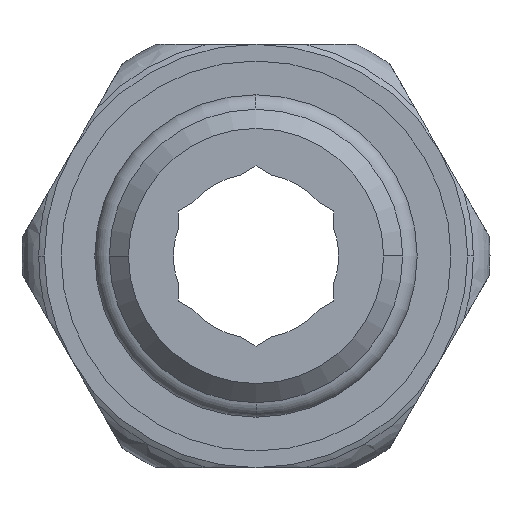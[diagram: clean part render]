
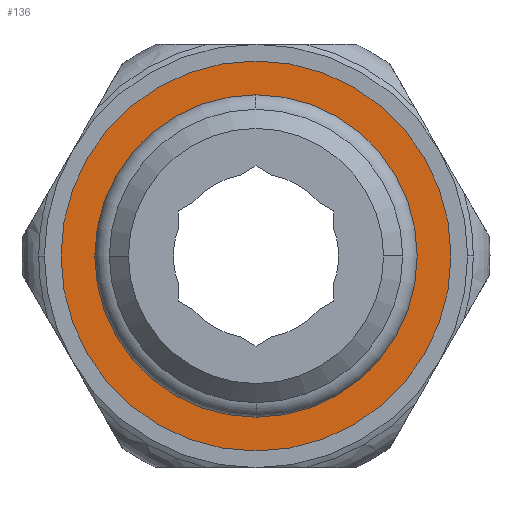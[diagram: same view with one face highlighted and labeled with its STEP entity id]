
A CAD part, front view. The second image highlights one B-rep face of the part: STEP entity #136.
In plain terms, the highlighted planar face has unit normal (0, -1, 0).
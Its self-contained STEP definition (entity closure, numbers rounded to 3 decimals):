
#136=ADVANCED_FACE('',(#338,#339),#340,.T.);
#338=FACE_OUTER_BOUND('',#561,.T.);
#339=FACE_BOUND('',#562,.T.);
#340=PLANE('',#563);
#561=EDGE_LOOP('',(#1334,#1335));
#562=EDGE_LOOP('',(#1336,#1337,#1338));
#563=AXIS2_PLACEMENT_3D('',#1339,#1340,#1341);
#1334=ORIENTED_EDGE('',*,*,#1528,.F.);
#1335=ORIENTED_EDGE('',*,*,#1745,.F.);
#1336=ORIENTED_EDGE('',*,*,#1743,.T.);
#1337=ORIENTED_EDGE('',*,*,#1534,.T.);
#1338=ORIENTED_EDGE('',*,*,#1744,.T.);
#1339=CARTESIAN_POINT('',(-7.991,6.5,0.0));
#1340=DIRECTION('',(0.0,-1.0,-0.0));
#1341=DIRECTION('',(1.0,0.0,0.0));
#1528=EDGE_CURVE('',#1846,#1849,#1850,.T.);
#1534=EDGE_CURVE('',#1855,#1859,#1861,.T.);
#1743=EDGE_CURVE('',#2203,#1855,#2204,.T.);
#1744=EDGE_CURVE('',#1859,#2203,#2205,.T.);
#1745=EDGE_CURVE('',#1849,#1846,#2206,.T.);
#1846=VERTEX_POINT('',#2320);
#1849=VERTEX_POINT('',#2324);
#1850=CIRCLE('',#2325,8.75);
#1855=VERTEX_POINT('',#2331);
#1859=VERTEX_POINT('',#2335);
#1861=CIRCLE('',#2337,7.233);
#2203=VERTEX_POINT('',#3471);
#2204=CIRCLE('',#3472,7.233);
#2205=CIRCLE('',#3473,7.233);
#2206=CIRCLE('',#3474,8.75);
#2320=CARTESIAN_POINT('',(-8.75,6.5,0.0));
#2324=CARTESIAN_POINT('',(8.75,6.5,0.));
#2325=AXIS2_PLACEMENT_3D('',#3606,#3607,#3608);
#2331=CARTESIAN_POINT('',(0.,6.5,7.233));
#2335=CARTESIAN_POINT('',(0.,6.5,-7.233));
#2337=AXIS2_PLACEMENT_3D('',#3622,#3623,#3624);
#3471=CARTESIAN_POINT('',(-7.233,6.5,0.0));
#3472=AXIS2_PLACEMENT_3D('',#3961,#3962,#3963);
#3473=AXIS2_PLACEMENT_3D('',#3964,#3965,#3966);
#3474=AXIS2_PLACEMENT_3D('',#3967,#3968,#3969);
#3606=CARTESIAN_POINT('',(0.0,6.5,0.0));
#3607=DIRECTION('',(0.0,1.0,0.0));
#3608=DIRECTION('',(-1.0,0.0,0.0));
#3622=CARTESIAN_POINT('',(0.0,6.5,0.0));
#3623=DIRECTION('',(0.0,1.0,0.0));
#3624=DIRECTION('',(-1.0,0.0,0.0));
#3961=CARTESIAN_POINT('',(0.0,6.5,0.0));
#3962=DIRECTION('',(0.0,1.0,0.0));
#3963=DIRECTION('',(-1.0,0.0,0.0));
#3964=CARTESIAN_POINT('',(0.0,6.5,0.0));
#3965=DIRECTION('',(0.0,1.0,0.0));
#3966=DIRECTION('',(-1.0,0.0,0.0));
#3967=CARTESIAN_POINT('',(0.0,6.5,0.0));
#3968=DIRECTION('',(0.0,1.0,0.0));
#3969=DIRECTION('',(-1.0,0.0,0.0));
